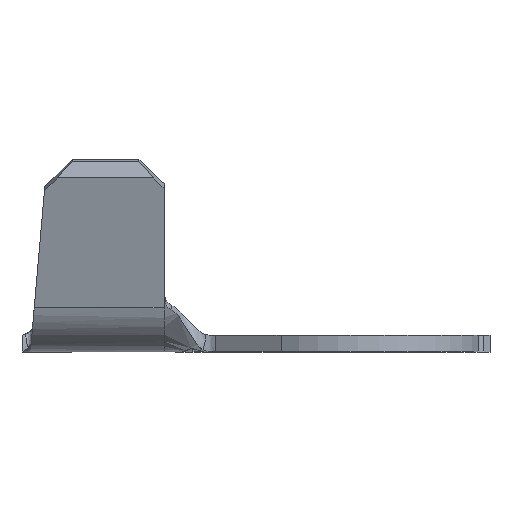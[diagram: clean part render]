
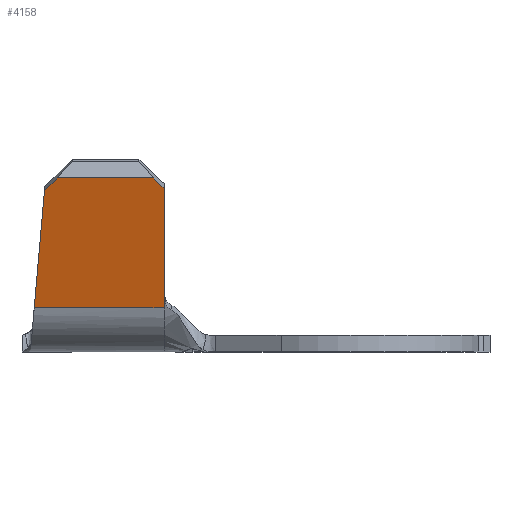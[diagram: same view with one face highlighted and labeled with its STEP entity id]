
A CAD part, top view. The second image highlights one B-rep face of the part: STEP entity #4158.
In plain terms, the highlighted planar face has unit normal (0, -0.257, 0.966).
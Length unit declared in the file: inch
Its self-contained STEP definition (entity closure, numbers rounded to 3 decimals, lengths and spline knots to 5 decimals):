
#66 = ORIENTED_EDGE ( 'NONE', *, *, #3244, .F. ) ;
#93 = VECTOR ( 'NONE', #4488, 39.37008 ) ;
#136 = DIRECTION ( 'NONE',  ( 0.084, 0.963, 0.256 ) ) ;
#166 = CARTESIAN_POINT ( 'NONE',  ( -0.23, 0.05272, 0.06861 ) ) ;
#419 = VECTOR ( 'NONE', #2948, 39.37008 ) ;
#643 = VECTOR ( 'NONE', #1546, 39.37008 ) ;
#666 = ORIENTED_EDGE ( 'NONE', *, *, #2812, .F. ) ;
#750 = LINE ( 'NONE', #4156, #3440 ) ;
#758 = VECTOR ( 'NONE', #136, 39.37008 ) ;
#808 = CARTESIAN_POINT ( 'NONE',  ( -0.38542, 0.05235, 0.06851 ) ) ;
#827 = DIRECTION ( 'NONE',  ( 1., 0., 0. ) ) ;
#850 = CARTESIAN_POINT ( 'NONE',  ( -0.23594, 0.2016, 0.10826 ) ) ;
#1038 = LINE ( 'NONE', #3303, #93 ) ;
#1069 = EDGE_CURVE ( 'NONE', #3660, #2799, #1038, .T. ) ;
#1093 = CARTESIAN_POINT ( 'NONE',  ( -0.39, 0.05272, 0.06861 ) ) ;
#1194 = CARTESIAN_POINT ( 'NONE',  ( -0.23, 0.05272, 0.06861 ) ) ;
#1399 = VECTOR ( 'NONE', #2753, 39.37008 ) ;
#1419 = EDGE_CURVE ( 'NONE', #2568, #2818, #1687, .T. ) ;
#1546 = DIRECTION ( 'NONE',  ( -0.707, 0.683, 0.182 ) ) ;
#1587 = VERTEX_POINT ( 'NONE', #3714 ) ;
#1616 = LINE ( 'NONE', #1852, #2426 ) ;
#1687 = LINE ( 'NONE', #808, #758 ) ;
#1716 = CARTESIAN_POINT ( 'NONE',  ( -0.38539, 0.05272, 0.06861 ) ) ;
#1789 = ORIENTED_EDGE ( 'NONE', *, *, #3493, .T. ) ;
#1852 = CARTESIAN_POINT ( 'NONE',  ( -0.39, 0.05272, 0.06861 ) ) ;
#2023 = DIRECTION ( 'NONE',  ( 1., 0., 0. ) ) ;
#2398 = ORIENTED_EDGE ( 'NONE', *, *, #4094, .T. ) ;
#2426 = VECTOR ( 'NONE', #827, 39.37008 ) ;
#2472 = LINE ( 'NONE', #850, #643 ) ;
#2502 = ORIENTED_EDGE ( 'NONE', *, *, #1069, .F. ) ;
#2568 = VERTEX_POINT ( 'NONE', #1716 ) ;
#2575 = CARTESIAN_POINT ( 'NONE',  ( -0.3731, 0.19319, 0.10602 ) ) ;
#2753 = DIRECTION ( 'NONE',  ( -0.707, -0.683, -0.182 ) ) ;
#2799 = VERTEX_POINT ( 'NONE', #3636 ) ;
#2812 = EDGE_CURVE ( 'NONE', #2799, #2923, #4167, .T. ) ;
#2815 = DIRECTION ( 'NONE',  ( 0., -0.257, 0.966 ) ) ;
#2818 = VERTEX_POINT ( 'NONE', #2575 ) ;
#2923 = VERTEX_POINT ( 'NONE', #166 ) ;
#2948 = DIRECTION ( 'NONE',  ( 0., -0.966, -0.257 ) ) ;
#2991 = EDGE_LOOP ( 'NONE', ( #2502, #3157, #66, #2398, #4221, #1789, #666 ) ) ;
#3109 = CARTESIAN_POINT ( 'NONE',  ( -0.45423, 0.11481, 0.08515 ) ) ;
#3143 = VERTEX_POINT ( 'NONE', #4111 ) ;
#3157 = ORIENTED_EDGE ( 'NONE', *, *, #3805, .T. ) ;
#3244 = EDGE_CURVE ( 'NONE', #1587, #3143, #750, .T. ) ;
#3303 = CARTESIAN_POINT ( 'NONE',  ( -0.23, 0.05272, 0.06861 ) ) ;
#3440 = VECTOR ( 'NONE', #2023, 39.37008 ) ;
#3493 = EDGE_CURVE ( 'NONE', #2568, #2923, #1616, .T. ) ;
#3636 = CARTESIAN_POINT ( 'NONE',  ( -0.23, 0.06371, 0.07153 ) ) ;
#3660 = VERTEX_POINT ( 'NONE', #4264 ) ;
#3714 = CARTESIAN_POINT ( 'NONE',  ( -0.35765, 0.20812, 0.11 ) ) ;
#3805 = EDGE_CURVE ( 'NONE', #3660, #3143, #2472, .T. ) ;
#3901 = PLANE ( 'NONE',  #4434 ) ;
#4092 = FACE_OUTER_BOUND ( 'NONE', #2991, .T. ) ;
#4094 = EDGE_CURVE ( 'NONE', #1587, #2818, #4209, .T. ) ;
#4111 = CARTESIAN_POINT ( 'NONE',  ( -0.24268, 0.20812, 0.11 ) ) ;
#4156 = CARTESIAN_POINT ( 'NONE',  ( -0.39, 0.20812, 0.11 ) ) ;
#4158 = ADVANCED_FACE ( 'NONE', ( #4092 ), #3901, .T. ) ;
#4167 = LINE ( 'NONE', #1194, #419 ) ;
#4209 = LINE ( 'NONE', #3109, #1399 ) ;
#4221 = ORIENTED_EDGE ( 'NONE', *, *, #1419, .F. ) ;
#4259 = DIRECTION ( 'NONE',  ( 0., -0.966, -0.257 ) ) ;
#4264 = CARTESIAN_POINT ( 'NONE',  ( -0.23, 0.19586, 0.10674 ) ) ;
#4434 = AXIS2_PLACEMENT_3D ( 'NONE', #1093, #2815, #4259 ) ;
#4488 = DIRECTION ( 'NONE',  ( 0., -0.966, -0.257 ) ) ;
